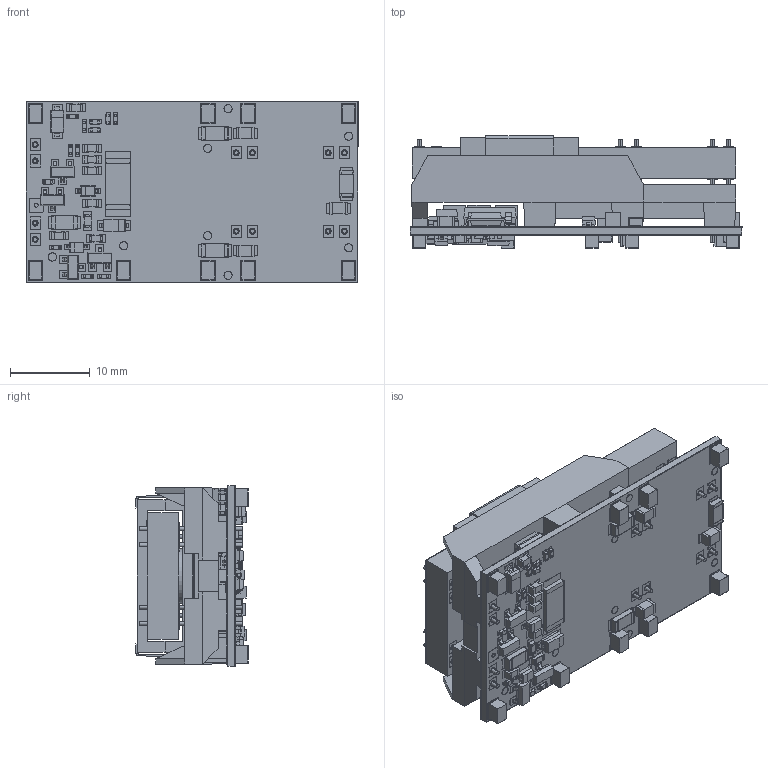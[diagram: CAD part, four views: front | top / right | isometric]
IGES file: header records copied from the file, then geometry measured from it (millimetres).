
Start section: SolidWorks IGES file using analytic representation for surfaces
Global section: file name: mps_dcdc_mgj6tf_mc_a.igs; native system: SolidWorks 2015; preprocessor: SolidWorks 2015; author: LFrancis; date: 170117.144954; units: inch
Bounding box: 41.53 x 14.05 x 22.61 mm (x, y, z)
Surface area: 17486 mm2 (no closed solid volume)
Topology: 0 solids, 0 shells, 5182 faces, 30898 edges, 30886 vertices
Faces by surface type: bspline 4592, revolution 590
